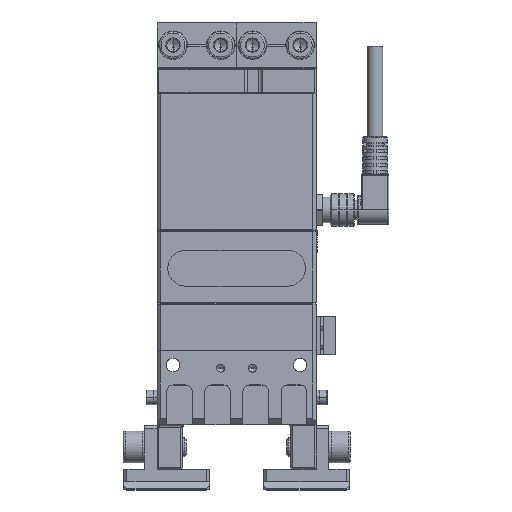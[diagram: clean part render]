
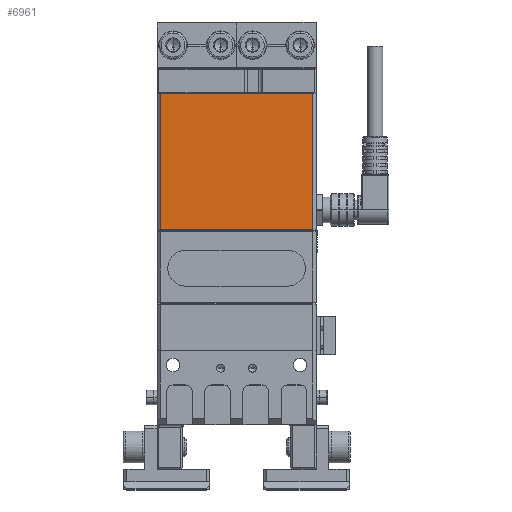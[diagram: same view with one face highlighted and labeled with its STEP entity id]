
A CAD part, top view. The second image highlights one B-rep face of the part: STEP entity #6961.
In plain terms, the highlighted face is planar.
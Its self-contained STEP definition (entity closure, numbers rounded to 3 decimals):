
#2855=DIRECTION('',(1.,0.,0.));
#2856=VECTOR('',#2855,48.);
#2857=CARTESIAN_POINT('',(-24.,-15.,-30.525));
#2858=LINE('',#2857,#2856);
#2862=DIRECTION('',(0.,0.,1.));
#2863=VECTOR('',#2862,42.8);
#2864=CARTESIAN_POINT('',(24.,-15.,-73.325));
#2865=LINE('',#2864,#2863);
#2869=DIRECTION('',(-1.,0.,0.));
#2870=VECTOR('',#2869,48.);
#2871=CARTESIAN_POINT('',(24.,-15.,-73.325));
#2872=LINE('',#2871,#2870);
#2876=DIRECTION('',(0.,0.,1.));
#2877=VECTOR('',#2876,42.8);
#2878=CARTESIAN_POINT('',(-24.,-15.,-73.325));
#2879=LINE('',#2878,#2877);
#4001=CARTESIAN_POINT('',(-24.,-15.,-30.525));
#4002=CARTESIAN_POINT('',(24.,-15.,-30.525));
#4003=VERTEX_POINT('',#4001);
#4004=VERTEX_POINT('',#4002);
#4053=CARTESIAN_POINT('',(24.,-15.,-73.325));
#4054=VERTEX_POINT('',#4053);
#4057=CARTESIAN_POINT('',(-24.,-15.,-73.325));
#4058=VERTEX_POINT('',#4057);
#6948=CARTESIAN_POINT('',(25.,-15.,-30.225));
#6949=DIRECTION('',(0.,-1.,0.));
#6950=DIRECTION('',(-1.,0.,0.));
#6951=AXIS2_PLACEMENT_3D('',#6948,#6949,#6950);
#6952=PLANE('',#6951);
#6953=ORIENTED_EDGE('',*,*,#6939,.T.);
#6955=ORIENTED_EDGE('',*,*,#6954,.F.);
#6957=ORIENTED_EDGE('',*,*,#6956,.T.);
#6958=ORIENTED_EDGE('',*,*,#6860,.T.);
#6959=EDGE_LOOP('',(#6953,#6955,#6957,#6958));
#6960=FACE_OUTER_BOUND('',#6959,.F.);
#6961=ADVANCED_FACE('',(#6960),#6952,.T.);
#6860=EDGE_CURVE('',#4058,#4003,#2879,.T.);
#6939=EDGE_CURVE('',#4003,#4004,#2858,.T.);
#6954=EDGE_CURVE('',#4054,#4004,#2865,.T.);
#6956=EDGE_CURVE('',#4054,#4058,#2872,.T.);
